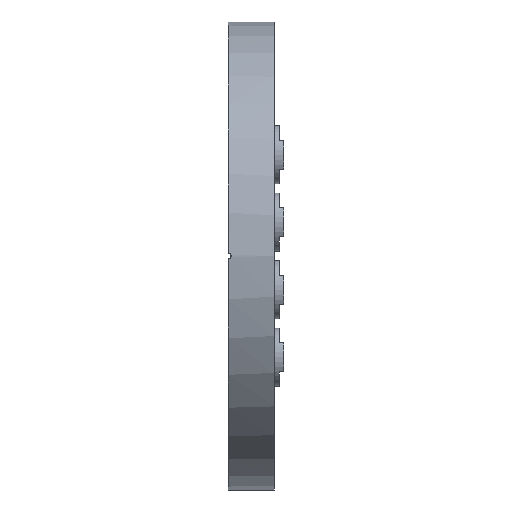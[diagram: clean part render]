
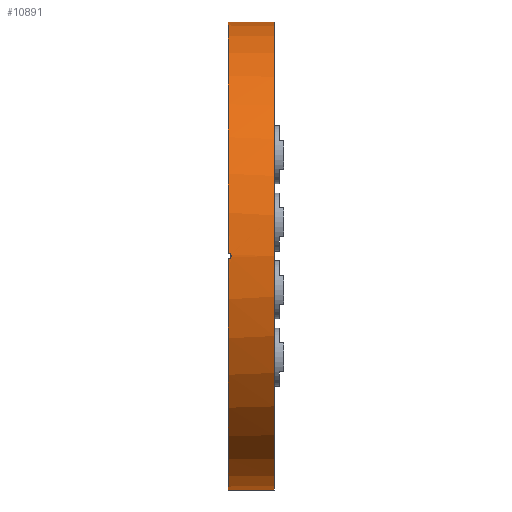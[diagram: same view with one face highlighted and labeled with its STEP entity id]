
A CAD part, left-side view. The second image highlights one B-rep face of the part: STEP entity #10891.
In plain terms, the highlighted cylindrical face has radius 76.2 mm (diameter 152.4 mm), a partial arc.
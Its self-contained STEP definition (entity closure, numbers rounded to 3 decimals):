
#1 = CARTESIAN_POINT ( 'NONE',  ( -76.193, -0.264, -1. ) ) ;
#429 = EDGE_CURVE ( 'NONE', #9835, #8716, #5207, .T. ) ;
#1178 = VERTEX_POINT ( 'NONE', #3285 ) ;
#1290 = VERTEX_POINT ( 'NONE', #8719 ) ;
#1570 = VECTOR ( 'NONE', #8264, 1000. ) ;
#1646 = VERTEX_POINT ( 'NONE', #8834 ) ;
#1728 = LINE ( 'NONE', #12556, #5709 ) ;
#1835 = CARTESIAN_POINT ( 'NONE',  ( 0., 0., 76.2 ) ) ;
#1946 = DIRECTION ( 'NONE',  ( 0., 1., 0. ) ) ;
#2028 = CARTESIAN_POINT ( 'NONE',  ( -76.198, -0.874, -0.503 ) ) ;
#2107 = CARTESIAN_POINT ( 'NONE',  ( -76.2, -0.974, -0.261 ) ) ;
#2558 = VERTEX_POINT ( 'NONE', #8467 ) ;
#2666 = EDGE_CURVE ( 'NONE', #1290, #8716, #10828, .T. ) ;
#3285 = CARTESIAN_POINT ( 'NONE',  ( 0., 0., -76.2 ) ) ;
#3571 = DIRECTION ( 'NONE',  ( 0., 1., 0. ) ) ;
#4059 = EDGE_CURVE ( 'NONE', #1290, #1646, #7530, .T. ) ;
#4152 = CARTESIAN_POINT ( 'NONE',  ( -76.193, 0., 1. ) ) ;
#4212 = CARTESIAN_POINT ( 'NONE',  ( -76.198, -0.801, -0.613 ) ) ;
#4282 = CARTESIAN_POINT ( 'NONE',  ( -76.198, -0.799, 0.615 ) ) ;
#4292 = ORIENTED_EDGE ( 'NONE', *, *, #8229, .F. ) ;
#4819 = CARTESIAN_POINT ( 'NONE',  ( 0., 0., 0. ) ) ;
#4997 = AXIS2_PLACEMENT_3D ( 'NONE', #11345, #7250, #11495 ) ;
#5175 = CARTESIAN_POINT ( 'NONE',  ( 0., -15., 0. ) ) ;
#5207 = LINE ( 'NONE', #9457, #1570 ) ;
#5504 = CARTESIAN_POINT ( 'NONE',  ( 0., -15., 76.2 ) ) ;
#5702 = ORIENTED_EDGE ( 'NONE', *, *, #2666, .F. ) ;
#5709 = VECTOR ( 'NONE', #1946, 1000. ) ;
#5876 = ORIENTED_EDGE ( 'NONE', *, *, #7107, .F. ) ;
#6375 = CIRCLE ( 'NONE', #8828, 76.2 ) ;
#6510 = CIRCLE ( 'NONE', #8055, 76.2 ) ;
#6778 = DIRECTION ( 'NONE',  ( 0., 1., 0. ) ) ;
#7071 = EDGE_CURVE ( 'NONE', #2558, #9835, #6375, .T. ) ;
#7107 = EDGE_CURVE ( 'NONE', #2558, #1178, #1728, .T. ) ;
#7250 = DIRECTION ( 'NONE',  ( 0., 1., 0. ) ) ;
#7351 = CARTESIAN_POINT ( 'NONE',  ( -76.2, -1., -0.13 ) ) ;
#7530 = B_SPLINE_CURVE_WITH_KNOTS ( 'NONE', 3,
 ( #4152, #12783, #12645, #9444, #11395, #4282, #9523, #13755, #11669, #7351, #2107, #2028, #4212, #8465, #1, #12706 ),
 .UNSPECIFIED., .F., .F.,
 ( 4, 2, 2, 2, 2, 2, 2, 4 ),
 ( 0., 0., 0.001, 0.001, 0.002, 0.002, 0.002, 0.003 ),
 .UNSPECIFIED. ) ;
#8055 = AXIS2_PLACEMENT_3D ( 'NONE', #4819, #6778, #9914 ) ;
#8229 = EDGE_CURVE ( 'NONE', #1178, #1646, #6510, .T. ) ;
#8264 = DIRECTION ( 'NONE',  ( 0., 1., 0. ) ) ;
#8465 = CARTESIAN_POINT ( 'NONE',  ( -76.195, -0.521, -0.893 ) ) ;
#8467 = CARTESIAN_POINT ( 'NONE',  ( 0., -15., -76.2 ) ) ;
#8610 = ORIENTED_EDGE ( 'NONE', *, *, #429, .T. ) ;
#8716 = VERTEX_POINT ( 'NONE', #1835 ) ;
#8719 = CARTESIAN_POINT ( 'NONE',  ( -76.193, 0., 1. ) ) ;
#8828 = AXIS2_PLACEMENT_3D ( 'NONE', #5175, #11373, #9217 ) ;
#8834 = CARTESIAN_POINT ( 'NONE',  ( -76.193, 0., -1. ) ) ;
#8888 = DIRECTION ( 'NONE',  ( 0., 0., 1. ) ) ;
#9150 = EDGE_LOOP ( 'NONE', ( #5876, #10652, #8610, #5702, #9759, #4292 ) ) ;
#9217 = DIRECTION ( 'NONE',  ( 0., 0., 1. ) ) ;
#9444 = CARTESIAN_POINT ( 'NONE',  ( -76.195, -0.504, 0.874 ) ) ;
#9457 = CARTESIAN_POINT ( 'NONE',  ( 0., -15., 76.2 ) ) ;
#9523 = CARTESIAN_POINT ( 'NONE',  ( -76.198, -0.874, 0.503 ) ) ;
#9759 = ORIENTED_EDGE ( 'NONE', *, *, #4059, .T. ) ;
#9835 = VERTEX_POINT ( 'NONE', #5504 ) ;
#9914 = DIRECTION ( 'NONE',  ( 0., 0., 1. ) ) ;
#10652 = ORIENTED_EDGE ( 'NONE', *, *, #7071, .T. ) ;
#10828 = CIRCLE ( 'NONE', #11482, 76.2 ) ;
#10891 = ADVANCED_FACE ( 'NONE', ( #12527 ), #11284, .T. ) ;
#11284 = CYLINDRICAL_SURFACE ( 'NONE', #4997, 76.2 ) ;
#11345 = CARTESIAN_POINT ( 'NONE',  ( 0., -15., 0. ) ) ;
#11373 = DIRECTION ( 'NONE',  ( 0., 1., 0. ) ) ;
#11395 = CARTESIAN_POINT ( 'NONE',  ( -76.196, -0.615, 0.799 ) ) ;
#11482 = AXIS2_PLACEMENT_3D ( 'NONE', #12993, #3571, #8888 ) ;
#11495 = DIRECTION ( 'NONE',  ( 0., 0., 1. ) ) ;
#11669 = CARTESIAN_POINT ( 'NONE',  ( -76.2, -1., 0.131 ) ) ;
#12527 = FACE_OUTER_BOUND ( 'NONE', #9150, .T. ) ;
#12556 = CARTESIAN_POINT ( 'NONE',  ( 0., -15., -76.2 ) ) ;
#12645 = CARTESIAN_POINT ( 'NONE',  ( -76.194, -0.262, 0.974 ) ) ;
#12706 = CARTESIAN_POINT ( 'NONE',  ( -76.193, 0., -1. ) ) ;
#12783 = CARTESIAN_POINT ( 'NONE',  ( -76.193, -0.132, 1. ) ) ;
#12993 = CARTESIAN_POINT ( 'NONE',  ( 0., 0., 0. ) ) ;
#13755 = CARTESIAN_POINT ( 'NONE',  ( -76.2, -0.974, 0.263 ) ) ;
